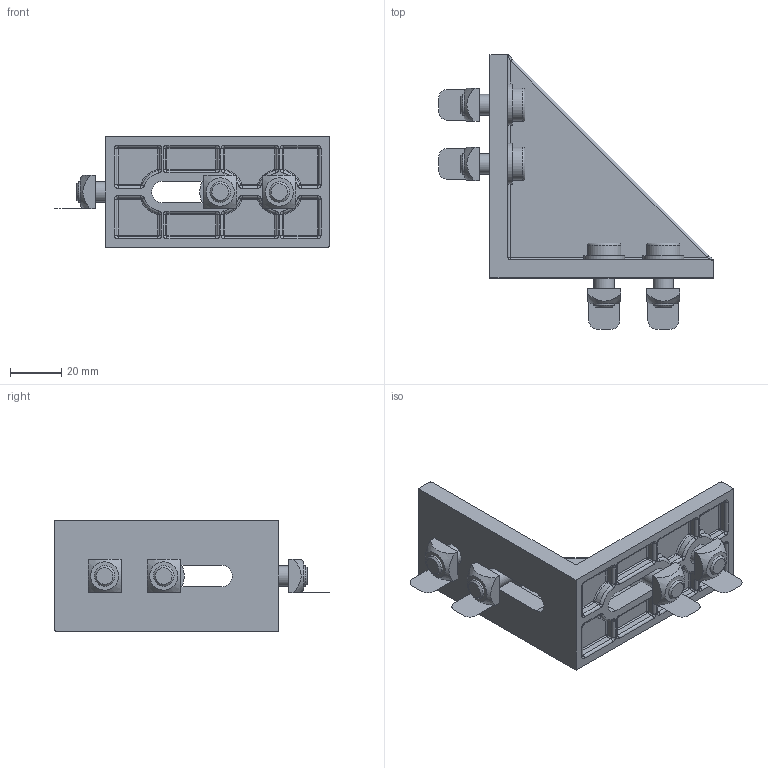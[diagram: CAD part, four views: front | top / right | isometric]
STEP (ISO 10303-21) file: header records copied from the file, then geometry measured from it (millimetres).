
FILE_DESCRIPTION(/* description */ ('Kątownik usztywniający 43x87'),/* implementation_level */ '2;1');
FILE_NAME(/* name */ 'K-304387.stp',/* time_stamp */ '2023-01-20T11:57:56+01:00',/* author */ ('aluteckkpl_am'),/* organization */ (''),/* preprocessor_version */ 'ST-DEVELOPER v18.1',/* originating_system */ 'Autodesk Inventor 2021',/* authorisation */ '');
FILE_SCHEMA (('CONFIG_CONTROL_DESIGN'));
Length unit declared in the file: millimetre
Products named in the file (5): 304387; 304387_1; 200820; 210802; 215008
Assembly tree (13 placements, depth 2):
  304387
    304387_1
    200820  x4
    210802  x4
    215008  x4
Bounding box: 107 x 107 x 43 mm (x, y, z)
Volume: 72124.7 mm3; surface area: 33822.7 mm2
Topology: 13 solids, 17 shells, 402 faces, 957 edges, 553 vertices
Faces by surface type: cylinder 149, plane 126, torus 66, sphere 43, cone 12, bspline 6
Full cylindrical faces by diameter (mm): 6.647 x4, 8 x4, 8.4 x4, 8.5 x2, 13 x4, 16 x4
Entity records: 9015 total; most frequent: DIRECTION 1707, CARTESIAN_POINT 1605, ORIENTED_EDGE 1380, AXIS2_PLACEMENT_3D 708, EDGE_CURVE 693, VERTEX_POINT 394, CIRCLE 378, EDGE_LOOP 340
